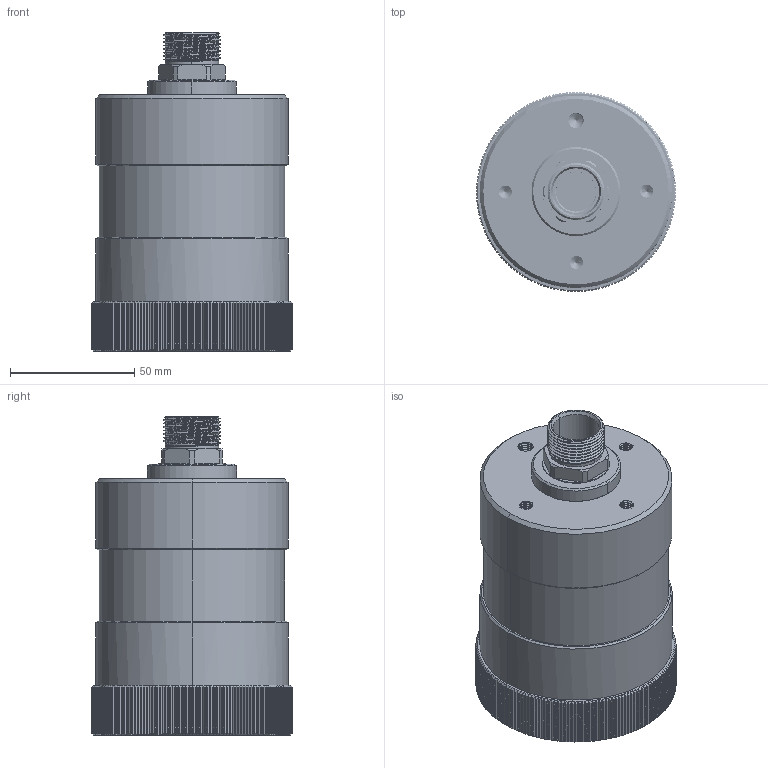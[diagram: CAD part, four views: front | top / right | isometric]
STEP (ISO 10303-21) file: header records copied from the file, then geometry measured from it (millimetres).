
FILE_DESCRIPTION(('FreeCAD Model'),'2;1');
FILE_NAME('Open CASCADE Shape Model','2025-05-03T09:34:30',('FreeCAD'),( 'FreeCAD'),'Open CASCADE STEP processor 7.6','FreeCAD','Unknown');
FILE_SCHEMA(('AUTOMOTIVE_DESIGN { 1 0 10303 214 1 1 1 1 }'));
Products named in the file (1): Open CASCADE STEP translator 7.6 1
Bounding box: 80.63 x 80.63 x 128.18 mm (x, y, z)
Volume: 299780.3 mm3; surface area: 122162.3 mm2
Topology: 8 solids, 8 shells, 1706 faces, 4104 edges, 2435 vertices
Faces by surface type: bspline 1706
Entity records: 90997 total; most frequent: CARTESIAN_POINT 68269, ORIENTED_EDGE 8172, EDGE_CURVE 4086, VERTEX_POINT 2435, B_SPLINE_CURVE_WITH_KNOTS 2280, FACE_BOUND 1781, EDGE_LOOP 1781, ADVANCED_FACE 1706
